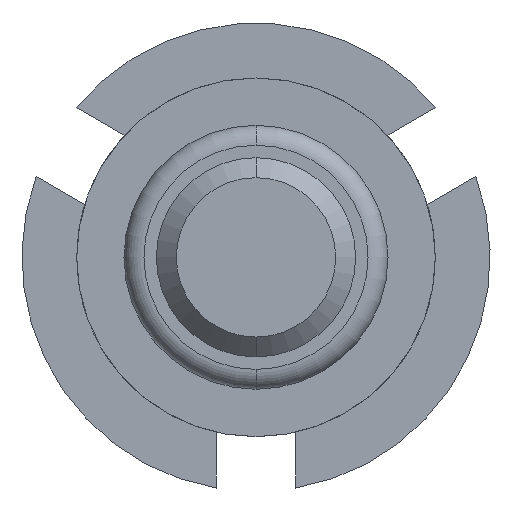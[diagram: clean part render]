
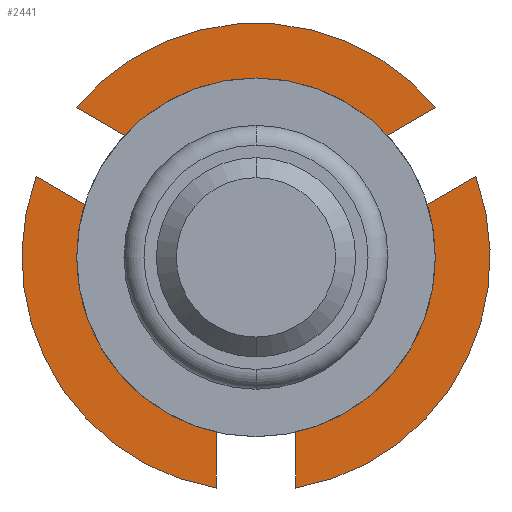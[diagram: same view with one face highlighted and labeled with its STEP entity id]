
A CAD part, front view. The second image highlights one B-rep face of the part: STEP entity #2441.
In plain terms, the highlighted planar face has unit normal (0, -1, 0).
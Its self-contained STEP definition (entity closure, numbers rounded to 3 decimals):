
#31 = EDGE_CURVE ( 'Defeature ausgef�hrt4_29+Defeature ausgef�hrt4_26+Defeature ausgef�hrt4_30+Defeature ausgef�hrt4_28', #2023, #4526, #3410, .T. ) ;
#50 = EDGE_CURVE ( 'Defeature ausgef�hrt4_42+Defeature ausgef�hrt4_26+Defeature ausgef�hrt4_43+Defeature ausgef�hrt4_41', #3203, #631, #1474, .T. ) ;
#125 = CIRCLE ( 'NONE', #2875, 2.35 ) ;
#168 = VERTEX_POINT ( 'NONE', #1003 ) ;
#175 = EDGE_CURVE ( 'Defeature ausgef�hrt4_35+Defeature ausgef�hrt4_26+Defeature ausgef�hrt4_36+Defeature ausgef�hrt4_34', #3122, #3992, #377, .T. ) ;
#207 = CARTESIAN_POINT ( 'NONE',  ( -1.655, 5.5, 0. ) ) ;
#296 = FACE_BOUND ( 'NONE', #1450, .T. ) ;
#303 = ORIENTED_EDGE ( 'NONE', *, *, #2466, .F. ) ;
#351 = VECTOR ( 'NONE', #2172, 1000. ) ;
#354 = CARTESIAN_POINT ( 'NONE',  ( -2.205, 5.5, 0.811 ) ) ;
#360 = CARTESIAN_POINT ( 'NONE',  ( 1.655, 5.5, 0. ) ) ;
#362 = ORIENTED_EDGE ( 'NONE', *, *, #3069, .F. ) ;
#377 = LINE ( 'NONE', #4532, #1172 ) ;
#396 = DIRECTION ( 'NONE',  ( 0., 0., 1. ) ) ;
#453 = ORIENTED_EDGE ( 'NONE', *, *, #2462, .F. ) ;
#459 = DIRECTION ( 'NONE',  ( 0.839, 0., 0.545 ) ) ;
#467 = DIRECTION ( 'NONE',  ( -0.866, 0., 0.5 ) ) ;
#493 = CARTESIAN_POINT ( 'NONE',  ( 0., 5.5, 1.075 ) ) ;
#495 = ORIENTED_EDGE ( 'NONE', *, *, #3752, .F. ) ;
#521 = CARTESIAN_POINT ( 'NONE',  ( 1.805, 5.5, 1.504 ) ) ;
#532 = CARTESIAN_POINT ( 'NONE',  ( 0.4, 5.5, -2.316 ) ) ;
#572 = VERTEX_POINT ( 'NONE', #3456 ) ;
#620 = EDGE_CURVE ( 'Defeature ausgef�hrt4_38+Defeature ausgef�hrt4_26+Defeature ausgef�hrt4_39+Defeature ausgef�hrt4_20', #1528, #3134, #4425, .T. ) ;
#631 = VERTEX_POINT ( 'NONE', #2031 ) ;
#654 = DIRECTION ( 'NONE',  ( 0.866, 0., -0.5 ) ) ;
#683 = LINE ( 'NONE', #3683, #4728 ) ;
#737 = ORIENTED_EDGE ( 'NONE', *, *, #31, .F. ) ;
#762 = DIRECTION ( 'NONE',  ( 0., 1., 0. ) ) ;
#827 = CARTESIAN_POINT ( 'NONE',  ( 0., 5.5, -1.075 ) ) ;
#869 = DIRECTION ( 'NONE',  ( 0., 0., -1. ) ) ;
#986 = EDGE_CURVE ( 'Defeature ausgef�hrt4_34+Defeature ausgef�hrt4_26+Defeature ausgef�hrt4_35+Defeature ausgef�hrt4_43', #3992, #3652, #125, .T. ) ;
#993 = ORIENTED_EDGE ( 'NONE', *, *, #3387, .F. ) ;
#1003 = CARTESIAN_POINT ( 'NONE',  ( 0., 5.5, 1.075 ) ) ;
#1079 = CARTESIAN_POINT ( 'NONE',  ( -0.2, 5.5, 0.346 ) ) ;
#1137 = ORIENTED_EDGE ( 'NONE', *, *, #986, .F. ) ;
#1172 = VECTOR ( 'NONE', #4207, 1000. ) ;
#1180 = DIRECTION ( 'NONE',  ( 0., 1., 0. ) ) ;
#1205 = ORIENTED_EDGE ( 'NONE', *, *, #175, .F. ) ;
#1212 = CARTESIAN_POINT ( 'NONE',  ( 1.655, 5.5, 0. ) ) ;
#1341 = LINE ( 'NONE', #4417, #4361 ) ;
#1342 = EDGE_LOOP ( 'NONE', ( #453, #2695, #3324, #1137, #1205, #993, #362, #2654, #4985, #3074, #2196, #495 ) ) ;
#1420 = CARTESIAN_POINT ( 'NONE',  ( -0.2, 5.5, -0.346 ) ) ;
#1450 = EDGE_LOOP ( 'NONE', ( #2670, #737, #303, #4974 ) ) ;
#1455 = EDGE_CURVE ( 'Defeature ausgef�hrt4_43+Defeature ausgef�hrt4_26+Defeature ausgef�hrt4_34+Defeature ausgef�hrt4_42', #3652, #3203, #1875, .T. ) ;
#1473 = CIRCLE ( 'NONE', #3413, 2.35 ) ;
#1474 = LINE ( 'NONE', #3628, #3829 ) ;
#1502 = CARTESIAN_POINT ( 'NONE',  ( -1.805, 5.5, 1.504 ) ) ;
#1528 = VERTEX_POINT ( 'NONE', #2168 ) ;
#1544 = CARTESIAN_POINT ( 'NONE',  ( 0., 5.5, 0. ) ) ;
#1547 = DIRECTION ( 'NONE',  ( 0., 0., -1. ) ) ;
#1875 = LINE ( 'NONE', #1420, #2870 ) ;
#1905 = CARTESIAN_POINT ( 'NONE',  ( 0., 5.5, 0. ) ) ;
#1959 = AXIS2_PLACEMENT_3D ( 'NONE', #4792, #2430, #869 ) ;
#1994 = CARTESIAN_POINT ( 'NONE',  ( 0., 5.5, 0. ) ) ;
#2023 = VERTEX_POINT ( 'NONE', #2267 ) ;
#2029 = EDGE_CURVE ( 'Defeature ausgef�hrt4_40+Defeature ausgef�hrt4_26+Defeature ausgef�hrt4_19+Defeature ausgef�hrt4_39', #2163, #572, #4489, .T. ) ;
#2031 = CARTESIAN_POINT ( 'NONE',  ( -1.186, 5.5, 1.146 ) ) ;
#2153 = DIRECTION ( 'NONE',  ( 0.5, 0., -0.866 ) ) ;
#2163 = VERTEX_POINT ( 'NONE', #521 ) ;
#2168 = CARTESIAN_POINT ( 'NONE',  ( 1.586, 5.5, 0.454 ) ) ;
#2172 = DIRECTION ( 'NONE',  ( -1., 0., 0. ) ) ;
#2196 = ORIENTED_EDGE ( 'NONE', *, *, #2029, .F. ) ;
#2205 = EDGE_CURVE ( 'Defeature ausgef�hrt4_39+Defeature ausgef�hrt4_26+Defeature ausgef�hrt4_40+Defeature ausgef�hrt4_38', #572, #1528, #683, .T. ) ;
#2267 = CARTESIAN_POINT ( 'NONE',  ( 0., 5.5, -1.075 ) ) ;
#2279 = AXIS2_PLACEMENT_3D ( 'NONE', #1994, #762, #3522 ) ;
#2424 = VERTEX_POINT ( 'NONE', #2844 ) ;
#2430 = DIRECTION ( 'NONE',  ( 0., -1., 0. ) ) ;
#2441 = ADVANCED_FACE ( 'Defeature ausgef�hrt4_26', ( #5094, #296 ), #2455, .T. ) ;
#2455 = PLANE ( 'NONE',  #1959 ) ;
#2462 = EDGE_CURVE ( 'Defeature ausgef�hrt4_41+Defeature ausgef�hrt4_26+Defeature ausgef�hrt4_42+Defeature ausgef�hrt4_19', #631, #4559, #1341, .T. ) ;
#2466 = EDGE_CURVE ( 'Defeature ausgef�hrt4_30+Defeature ausgef�hrt4_26+Defeature ausgef�hrt4_27+Defeature ausgef�hrt4_29', #4392, #2023, #4081, .T. ) ;
#2509 = DIRECTION ( 'NONE',  ( -0.839, 0., 0.545 ) ) ;
#2596 = LINE ( 'NONE', #207, #3499 ) ;
#2645 = CARTESIAN_POINT ( 'NONE',  ( -1.586, 5.5, 0.454 ) ) ;
#2650 = VECTOR ( 'NONE', #2509, 1000. ) ;
#2654 = ORIENTED_EDGE ( 'NONE', *, *, #3117, .F. ) ;
#2670 = ORIENTED_EDGE ( 'NONE', *, *, #3031, .F. ) ;
#2689 = EDGE_CURVE ( 'Defeature ausgef�hrt4_27+Defeature ausgef�hrt4_26+Defeature ausgef�hrt4_28+Defeature ausgef�hrt4_30', #168, #4392, #2596, .T. ) ;
#2695 = ORIENTED_EDGE ( 'NONE', *, *, #50, .F. ) ;
#2844 = CARTESIAN_POINT ( 'NONE',  ( 0.4, 5.5, -1.6 ) ) ;
#2870 = VECTOR ( 'NONE', #654, 1000. ) ;
#2875 = AXIS2_PLACEMENT_3D ( 'NONE', #1905, #4626, #1547 ) ;
#2926 = VECTOR ( 'NONE', #4036, 1000. ) ;
#2928 = CARTESIAN_POINT ( 'NONE',  ( -1.655, 5.5, 0. ) ) ;
#2984 = DIRECTION ( 'NONE',  ( -0.839, 0., -0.545 ) ) ;
#2987 = VECTOR ( 'NONE', #4787, 1000. ) ;
#3031 = EDGE_CURVE ( 'Defeature ausgef�hrt4_28+Defeature ausgef�hrt4_26+Defeature ausgef�hrt4_29+Defeature ausgef�hrt4_27', #4526, #168, #3642, .T. ) ;
#3069 = EDGE_CURVE ( 'Defeature ausgef�hrt4_37+Defeature ausgef�hrt4_26+Defeature ausgef�hrt4_20+Defeature ausgef�hrt4_36', #4413, #2424, #4710, .T. ) ;
#3074 = ORIENTED_EDGE ( 'NONE', *, *, #2205, .F. ) ;
#3117 = EDGE_CURVE ( 'Defeature ausgef�hrt4_20+Defeature ausgef�hrt4_26+Defeature ausgef�hrt4_38+Defeature ausgef�hrt4_37', #3134, #4413, #4300, .T. ) ;
#3122 = VERTEX_POINT ( 'NONE', #3914 ) ;
#3134 = VERTEX_POINT ( 'NONE', #3976 ) ;
#3203 = VERTEX_POINT ( 'NONE', #2645 ) ;
#3324 = ORIENTED_EDGE ( 'NONE', *, *, #1455, .F. ) ;
#3387 = EDGE_CURVE ( 'Defeature ausgef�hrt4_36+Defeature ausgef�hrt4_26+Defeature ausgef�hrt4_37+Defeature ausgef�hrt4_35', #2424, #3122, #4347, .T. ) ;
#3410 = LINE ( 'NONE', #1212, #4803 ) ;
#3413 = AXIS2_PLACEMENT_3D ( 'NONE', #1544, #1180, #4316 ) ;
#3456 = CARTESIAN_POINT ( 'NONE',  ( 1.186, 5.5, 1.146 ) ) ;
#3499 = VECTOR ( 'NONE', #2984, 1000. ) ;
#3522 = DIRECTION ( 'NONE',  ( 0., 0., -1. ) ) ;
#3580 = CARTESIAN_POINT ( 'NONE',  ( 0.4, 5.5, 0. ) ) ;
#3628 = CARTESIAN_POINT ( 'NONE',  ( -1.386, 5.5, 0.8 ) ) ;
#3642 = LINE ( 'NONE', #493, #2650 ) ;
#3647 = DIRECTION ( 'NONE',  ( 0.5, 0., 0.866 ) ) ;
#3652 = VERTEX_POINT ( 'NONE', #354 ) ;
#3683 = CARTESIAN_POINT ( 'NONE',  ( 1.386, 5.5, 0.8 ) ) ;
#3752 = EDGE_CURVE ( 'Defeature ausgef�hrt4_19+Defeature ausgef�hrt4_26+Defeature ausgef�hrt4_41+Defeature ausgef�hrt4_40', #4559, #2163, #1473, .T. ) ;
#3829 = VECTOR ( 'NONE', #3647, 1000. ) ;
#3914 = CARTESIAN_POINT ( 'NONE',  ( -0.4, 5.5, -1.6 ) ) ;
#3976 = CARTESIAN_POINT ( 'NONE',  ( 2.205, 5.5, 0.811 ) ) ;
#3992 = VERTEX_POINT ( 'NONE', #4118 ) ;
#4036 = DIRECTION ( 'NONE',  ( 0.839, 0., -0.545 ) ) ;
#4073 = CARTESIAN_POINT ( 'NONE',  ( 0., 5.5, -1.6 ) ) ;
#4081 = LINE ( 'NONE', #827, #2926 ) ;
#4118 = CARTESIAN_POINT ( 'NONE',  ( -0.4, 5.5, -2.316 ) ) ;
#4207 = DIRECTION ( 'NONE',  ( 0., 0., -1. ) ) ;
#4285 = CARTESIAN_POINT ( 'NONE',  ( 0.2, 5.5, -0.346 ) ) ;
#4300 = CIRCLE ( 'NONE', #2279, 2.35 ) ;
#4316 = DIRECTION ( 'NONE',  ( 0., 0., -1. ) ) ;
#4347 = LINE ( 'NONE', #4073, #351 ) ;
#4361 = VECTOR ( 'NONE', #467, 1000. ) ;
#4392 = VERTEX_POINT ( 'NONE', #2928 ) ;
#4413 = VERTEX_POINT ( 'NONE', #532 ) ;
#4417 = CARTESIAN_POINT ( 'NONE',  ( 0.2, 5.5, 0.346 ) ) ;
#4425 = LINE ( 'NONE', #4285, #2987 ) ;
#4428 = VECTOR ( 'NONE', #4646, 1000. ) ;
#4489 = LINE ( 'NONE', #1079, #4428 ) ;
#4526 = VERTEX_POINT ( 'NONE', #360 ) ;
#4532 = CARTESIAN_POINT ( 'NONE',  ( -0.4, 5.5, 0. ) ) ;
#4559 = VERTEX_POINT ( 'NONE', #1502 ) ;
#4626 = DIRECTION ( 'NONE',  ( 0., 1., 0. ) ) ;
#4646 = DIRECTION ( 'NONE',  ( -0.866, 0., -0.5 ) ) ;
#4710 = LINE ( 'NONE', #3580, #4969 ) ;
#4728 = VECTOR ( 'NONE', #2153, 1000. ) ;
#4787 = DIRECTION ( 'NONE',  ( 0.866, 0., 0.5 ) ) ;
#4792 = CARTESIAN_POINT ( 'NONE',  ( 0., 5.5, 0. ) ) ;
#4803 = VECTOR ( 'NONE', #459, 1000. ) ;
#4969 = VECTOR ( 'NONE', #396, 1000. ) ;
#4974 = ORIENTED_EDGE ( 'NONE', *, *, #2689, .F. ) ;
#4985 = ORIENTED_EDGE ( 'NONE', *, *, #620, .F. ) ;
#5094 = FACE_OUTER_BOUND ( 'NONE', #1342, .T. ) ;
